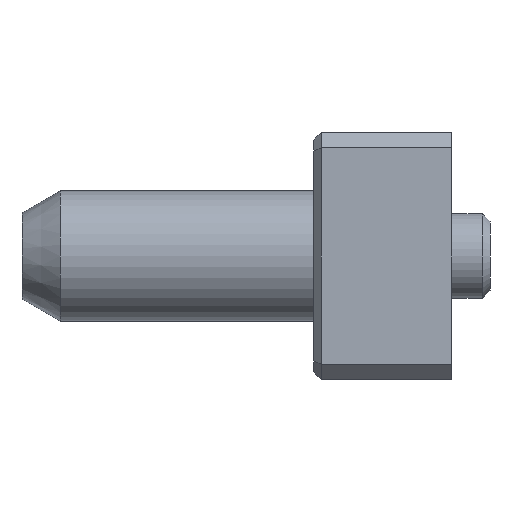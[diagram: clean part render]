
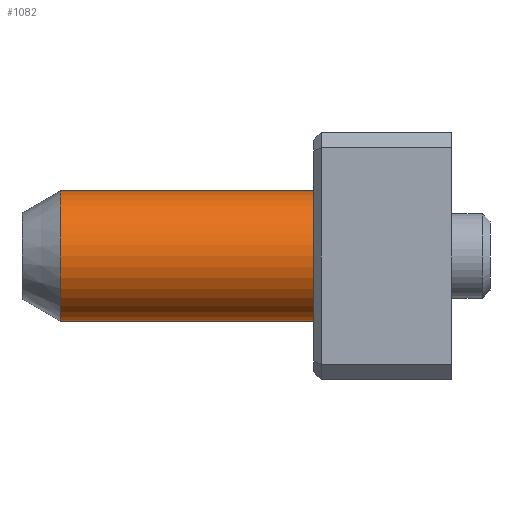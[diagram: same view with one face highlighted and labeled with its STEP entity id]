
A CAD part, left-side view. The second image highlights one B-rep face of the part: STEP entity #1082.
In plain terms, the highlighted cylindrical face has radius 8.5 mm (diameter 17 mm), a partial arc.
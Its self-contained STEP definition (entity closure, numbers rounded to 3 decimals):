
#21 = CYLINDRICAL_SURFACE ( 'NONE', #480, 8.5 ) ;
#23 = DIRECTION ( 'NONE',  ( 0., 1., 0. ) ) ;
#124 = LINE ( 'NONE', #825, #333 ) ;
#153 = DIRECTION ( 'NONE',  ( 0., -1., 0. ) ) ;
#160 = CARTESIAN_POINT ( 'NONE',  ( 0., 51., -8.5 ) ) ;
#164 = VERTEX_POINT ( 'NONE', #226 ) ;
#208 = EDGE_CURVE ( 'NONE', #164, #474, #596, .T. ) ;
#219 = LINE ( 'NONE', #1807, #1236 ) ;
#226 = CARTESIAN_POINT ( 'NONE',  ( 0., 51., 8.5 ) ) ;
#284 = CARTESIAN_POINT ( 'NONE',  ( 0., 18., 8.5 ) ) ;
#329 = DIRECTION ( 'NONE',  ( 0., 0., 1. ) ) ;
#333 = VECTOR ( 'NONE', #1381, 1000. ) ;
#460 = ORIENTED_EDGE ( 'NONE', *, *, #1635, .T. ) ;
#474 = VERTEX_POINT ( 'NONE', #160 ) ;
#480 = AXIS2_PLACEMENT_3D ( 'NONE', #1281, #153, #1599 ) ;
#596 = CIRCLE ( 'NONE', #837, 8.5 ) ;
#715 = EDGE_LOOP ( 'NONE', ( #1030, #1765, #460, #860 ) ) ;
#784 = EDGE_CURVE ( 'NONE', #844, #1041, #1105, .T. ) ;
#825 = CARTESIAN_POINT ( 'NONE',  ( 0., 56., -8.5 ) ) ;
#837 = AXIS2_PLACEMENT_3D ( 'NONE', #1210, #1371, #329 ) ;
#844 = VERTEX_POINT ( 'NONE', #1522 ) ;
#860 = ORIENTED_EDGE ( 'NONE', *, *, #784, .T. ) ;
#1021 = AXIS2_PLACEMENT_3D ( 'NONE', #1312, #23, #1176 ) ;
#1030 = ORIENTED_EDGE ( 'NONE', *, *, #1364, .F. ) ;
#1041 = VERTEX_POINT ( 'NONE', #284 ) ;
#1082 = ADVANCED_FACE ( 'NONE', ( #1310 ), #21, .T. ) ;
#1095 = DIRECTION ( 'NONE',  ( 0., -1., 0. ) ) ;
#1105 = CIRCLE ( 'NONE', #1021, 8.5 ) ;
#1176 = DIRECTION ( 'NONE',  ( 0., 0., 1. ) ) ;
#1210 = CARTESIAN_POINT ( 'NONE',  ( 0., 51., 0. ) ) ;
#1236 = VECTOR ( 'NONE', #1095, 1000. ) ;
#1281 = CARTESIAN_POINT ( 'NONE',  ( 0., 56., 0. ) ) ;
#1310 = FACE_OUTER_BOUND ( 'NONE', #715, .T. ) ;
#1312 = CARTESIAN_POINT ( 'NONE',  ( 0., 18., 0. ) ) ;
#1364 = EDGE_CURVE ( 'NONE', #164, #1041, #219, .T. ) ;
#1371 = DIRECTION ( 'NONE',  ( 0., -1., 0. ) ) ;
#1381 = DIRECTION ( 'NONE',  ( 0., -1., 0. ) ) ;
#1522 = CARTESIAN_POINT ( 'NONE',  ( 0., 18., -8.5 ) ) ;
#1599 = DIRECTION ( 'NONE',  ( 0., 0., -1. ) ) ;
#1635 = EDGE_CURVE ( 'NONE', #474, #844, #124, .T. ) ;
#1765 = ORIENTED_EDGE ( 'NONE', *, *, #208, .T. ) ;
#1807 = CARTESIAN_POINT ( 'NONE',  ( 0., 56., 8.5 ) ) ;
